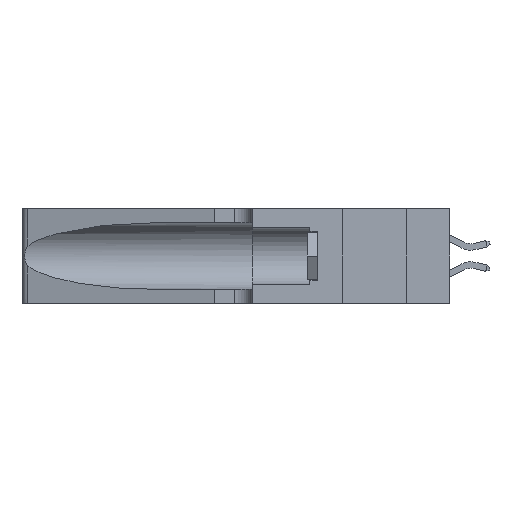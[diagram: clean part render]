
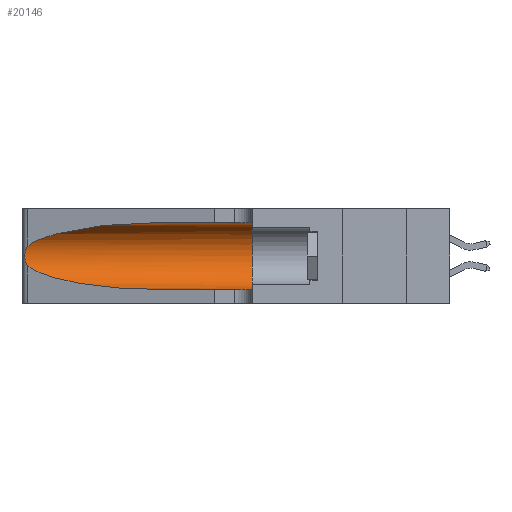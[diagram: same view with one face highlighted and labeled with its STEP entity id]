
A CAD part, left-side view. The second image highlights one B-rep face of the part: STEP entity #20146.
In plain terms, the highlighted cylindrical face has radius 3.308 mm (diameter 6.617 mm), a partial arc.
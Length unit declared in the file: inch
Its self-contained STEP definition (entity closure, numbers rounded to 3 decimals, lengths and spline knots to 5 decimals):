
#1693 = CARTESIAN_POINT ( 'NONE',  ( 0.25487, 1.22718, 0.22369 ) ) ;
#3007 = EDGE_CURVE ( 'NONE', #8476, #24778, #3497, .T. ) ;
#3497 = B_SPLINE_CURVE_WITH_KNOTS ( 'NONE', 3,
 ( #1693, #14313, #16399, #3903, #18461, #6113, #20529, #8217, #22583, #10286, #24628, #12320, #26680, #14404 ),
 .UNSPECIFIED., .F., .F.,
 ( 4, 2, 2, 2, 2, 2, 4 ),
 ( 0., 0.00027, 0.00053, 0.00107, 0.0016, 0.00187, 0.00214 ),
 .UNSPECIFIED. ) ;
#3903 = CARTESIAN_POINT ( 'NONE',  ( 0.25787, 1.23484, 0.2124 ) ) ;
#4589 = AXIS2_PLACEMENT_3D ( 'NONE', #25315, #11066, #9003 ) ;
#4877 = CARTESIAN_POINT ( 'NONE',  ( 0.1305, 0.72297, 0.05475 ) ) ;
#5117 = CARTESIAN_POINT ( 'NONE',  ( 0.25487, 1.22718, 0.14631 ) ) ;
#5452 = DIRECTION ( 'NONE',  ( 0., 1., 0. ) ) ;
#5754 = ORIENTED_EDGE ( 'NONE', *, *, #3007, .T. ) ;
#6006 = CARTESIAN_POINT ( 'NONE',  ( 0.1305, 0.72297, 0.31525 ) ) ;
#6113 = CARTESIAN_POINT ( 'NONE',  ( 0.26018, 1.23835, 0.19895 ) ) ;
#6388 = CARTESIAN_POINT ( 'NONE',  ( 0.1305, 0.35, 0.31525 ) ) ;
#6492 =( BOUNDED_CURVE ( )  B_SPLINE_CURVE ( 3, ( #5117, #19629, #21697, #9375 ),
 .UNSPECIFIED., .F., .F. ) 
 B_SPLINE_CURVE_WITH_KNOTS ( ( 4, 4 ),
 ( 3.44316, 4.71239 ),
 .UNSPECIFIED. ) 
 CURVE ( )  GEOMETRIC_REPRESENTATION_ITEM ( )  RATIONAL_B_SPLINE_CURVE ( ( 1., 0.87, 0.87, 1. ) ) 
 REPRESENTATION_ITEM ( '' )  );
#6517 = DIRECTION ( 'NONE',  ( 0., -1., 0. ) ) ;
#6761 = ORIENTED_EDGE ( 'NONE', *, *, #12728, .T. ) ;
#6859 = EDGE_CURVE ( 'NONE', #20780, #22933, #26465, .T. ) ;
#6918 = ORIENTED_EDGE ( 'NONE', *, *, #6859, .F. ) ;
#7249 = EDGE_CURVE ( 'NONE', #20780, #8476, #20832, .T. ) ;
#7979 = VECTOR ( 'NONE', #10881, 39.37008 ) ;
#8217 = CARTESIAN_POINT ( 'NONE',  ( 0.26075, 1.23896, 0.178 ) ) ;
#8476 = VERTEX_POINT ( 'NONE', #26758 ) ;
#9003 = DIRECTION ( 'NONE',  ( 0., 0., -1. ) ) ;
#9375 = CARTESIAN_POINT ( 'NONE',  ( 0.1305, 0.72297, 0.05475 ) ) ;
#9948 = CARTESIAN_POINT ( 'NONE',  ( 0.25487, 1.22718, 0.14631 ) ) ;
#10197 = CARTESIAN_POINT ( 'NONE',  ( 0.18966, 0.96281, 0.31525 ) ) ;
#10281 = CARTESIAN_POINT ( 'NONE',  ( 0.25487, 1.22718, 0.22369 ) ) ;
#10286 = CARTESIAN_POINT ( 'NONE',  ( 0.25856, 1.23593, 0.16098 ) ) ;
#10774 = VECTOR ( 'NONE', #6517, 39.37008 ) ;
#10783 = CIRCLE ( 'NONE', #19666, 0.13025 ) ;
#10881 = DIRECTION ( 'NONE',  ( 0., -1., 0. ) ) ;
#11066 = DIRECTION ( 'NONE',  ( 0., -1., 0. ) ) ;
#12320 = CARTESIAN_POINT ( 'NONE',  ( 0.25639, 1.23186, 0.15144 ) ) ;
#12728 = EDGE_CURVE ( 'NONE', #24778, #21902, #6492, .T. ) ;
#14313 = CARTESIAN_POINT ( 'NONE',  ( 0.25555, 1.22994, 0.2215 ) ) ;
#14404 = CARTESIAN_POINT ( 'NONE',  ( 0.25487, 1.22718, 0.14631 ) ) ;
#14970 = ORIENTED_EDGE ( 'NONE', *, *, #7249, .T. ) ;
#15005 = CARTESIAN_POINT ( 'NONE',  ( 0.1305, 1.61858, 0.05475 ) ) ;
#15162 = VERTEX_POINT ( 'NONE', #15298 ) ;
#15298 = CARTESIAN_POINT ( 'NONE',  ( 0.1305, 0.35, 0.05475 ) ) ;
#15423 = CYLINDRICAL_SURFACE ( 'NONE', #4589, 0.13025 ) ;
#15936 = EDGE_CURVE ( 'NONE', #22933, #15162, #10783, .T. ) ;
#16318 = EDGE_LOOP ( 'NONE', ( #14970, #5754, #6761, #23852, #22998, #6918 ) ) ;
#16399 = CARTESIAN_POINT ( 'NONE',  ( 0.25639, 1.23184, 0.21858 ) ) ;
#17868 = CARTESIAN_POINT ( 'NONE',  ( 0.1305, 0.35, 0.185 ) ) ;
#18265 = LINE ( 'NONE', #15005, #7979 ) ;
#18461 = CARTESIAN_POINT ( 'NONE',  ( 0.25854, 1.2359, 0.20912 ) ) ;
#19629 = CARTESIAN_POINT ( 'NONE',  ( 0.2373, 1.15595, 0.08982 ) ) ;
#19666 = AXIS2_PLACEMENT_3D ( 'NONE', #17868, #5452, #19933 ) ;
#19933 = DIRECTION ( 'NONE',  ( 0., 0., 1. ) ) ;
#20146 = ADVANCED_FACE ( 'NONE', ( #26304 ), #15423, .F. ) ;
#20529 = CARTESIAN_POINT ( 'NONE',  ( 0.26075, 1.23896, 0.19203 ) ) ;
#20780 = VERTEX_POINT ( 'NONE', #22148 ) ;
#20832 =( BOUNDED_CURVE ( )  B_SPLINE_CURVE ( 3, ( #6006, #10197, #22579, #10281 ),
 .UNSPECIFIED., .F., .T. ) 
 B_SPLINE_CURVE_WITH_KNOTS ( ( 4, 4 ),
 ( 1.5708, 2.84003 ),
 .UNSPECIFIED. ) 
 CURVE ( )  GEOMETRIC_REPRESENTATION_ITEM ( )  RATIONAL_B_SPLINE_CURVE ( ( 1., 0.87, 0.87, 1. ) ) 
 REPRESENTATION_ITEM ( '' )  );
#20902 = CARTESIAN_POINT ( 'NONE',  ( 0.1305, 1.61858, 0.31525 ) ) ;
#21155 = EDGE_CURVE ( 'NONE', #21902, #15162, #18265, .T. ) ;
#21697 = CARTESIAN_POINT ( 'NONE',  ( 0.18966, 0.96281, 0.05475 ) ) ;
#21902 = VERTEX_POINT ( 'NONE', #4877 ) ;
#22148 = CARTESIAN_POINT ( 'NONE',  ( 0.1305, 0.72297, 0.31525 ) ) ;
#22579 = CARTESIAN_POINT ( 'NONE',  ( 0.2373, 1.15595, 0.28018 ) ) ;
#22583 = CARTESIAN_POINT ( 'NONE',  ( 0.26017, 1.23833, 0.17102 ) ) ;
#22933 = VERTEX_POINT ( 'NONE', #6388 ) ;
#22998 = ORIENTED_EDGE ( 'NONE', *, *, #15936, .F. ) ;
#23852 = ORIENTED_EDGE ( 'NONE', *, *, #21155, .T. ) ;
#24628 = CARTESIAN_POINT ( 'NONE',  ( 0.25789, 1.23486, 0.15765 ) ) ;
#24778 = VERTEX_POINT ( 'NONE', #9948 ) ;
#25315 = CARTESIAN_POINT ( 'NONE',  ( 0.1305, 1.61858, 0.185 ) ) ;
#26304 = FACE_OUTER_BOUND ( 'NONE', #16318, .T. ) ;
#26465 = LINE ( 'NONE', #20902, #10774 ) ;
#26680 = CARTESIAN_POINT ( 'NONE',  ( 0.25555, 1.22993, 0.14849 ) ) ;
#26758 = CARTESIAN_POINT ( 'NONE',  ( 0.25487, 1.22718, 0.22369 ) ) ;
